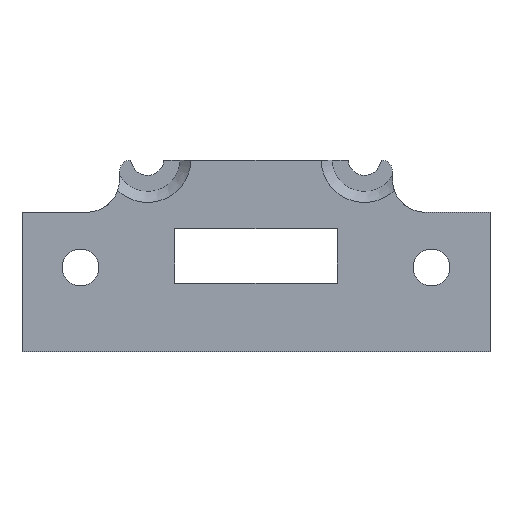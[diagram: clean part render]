
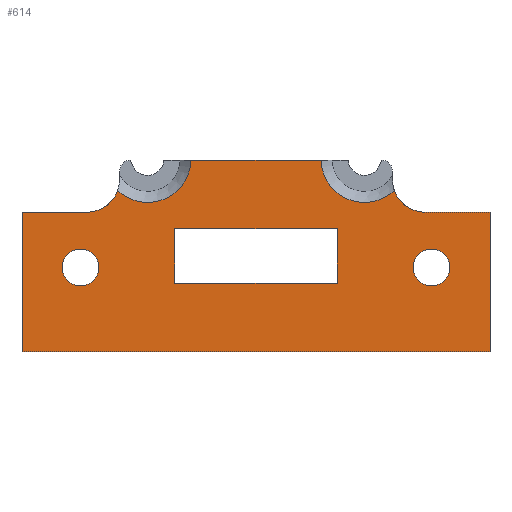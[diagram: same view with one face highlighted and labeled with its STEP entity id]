
A CAD part, top view. The second image highlights one B-rep face of the part: STEP entity #614.
In plain terms, the highlighted planar face has unit normal (0, 0, 1).
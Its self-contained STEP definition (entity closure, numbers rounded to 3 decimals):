
#10 = LINE ( 'NONE', #1306, #1255 ) ;
#16 = CIRCLE ( 'NONE', #938, 4. ) ;
#21 = CARTESIAN_POINT ( 'NONE',  ( 105.099, -121.805, 153.3 ) ) ;
#43 = AXIS2_PLACEMENT_3D ( 'NONE', #1163, #1051, #1011 ) ;
#63 = VERTEX_POINT ( 'NONE', #1019 ) ;
#92 = CARTESIAN_POINT ( 'NONE',  ( 134.199, -192.426, 153.3 ) ) ;
#102 = LINE ( 'NONE', #1406, #916 ) ;
#116 = DIRECTION ( 'NONE',  ( 0., -1., 0. ) ) ;
#127 = ORIENTED_EDGE ( 'NONE', *, *, #188, .F. ) ;
#137 = VERTEX_POINT ( 'NONE', #962 ) ;
#158 = LINE ( 'NONE', #1325, #943 ) ;
#177 = CARTESIAN_POINT ( 'NONE',  ( 111.099, -126.605, 153.3 ) ) ;
#188 = EDGE_CURVE ( 'NONE', #262, #1118, #10, .T. ) ;
#192 = ORIENTED_EDGE ( 'NONE', *, *, #1013, .T. ) ;
#202 = EDGE_CURVE ( 'NONE', #137, #1403, #16, .T. ) ;
#216 = CARTESIAN_POINT ( 'NONE',  ( 134.199, -133.146, 153.3 ) ) ;
#234 = DIRECTION ( 'NONE',  ( 0., 0., 1. ) ) ;
#245 = CIRCLE ( 'NONE', #683, 1.7 ) ;
#246 = EDGE_CURVE ( 'NONE', #418, #63, #942, .T. ) ;
#259 = DIRECTION ( 'NONE',  ( 1., 0., 0. ) ) ;
#262 = VERTEX_POINT ( 'NONE', #1465 ) ;
#270 = CIRCLE ( 'NONE', #642, 4. ) ;
#279 = DIRECTION ( 'NONE',  ( 0., 0., 1. ) ) ;
#293 = CIRCLE ( 'NONE', #1423, 1.7 ) ;
#296 = CARTESIAN_POINT ( 'NONE',  ( 132.701, -121.805, 153.3 ) ) ;
#300 = CARTESIAN_POINT ( 'NONE',  ( 134.199, -128.146, 153.3 ) ) ;
#332 = EDGE_CURVE ( 'NONE', #336, #336, #245, .T. ) ;
#336 = VERTEX_POINT ( 'NONE', #447 ) ;
#340 = PLANE ( 'NONE',  #43 ) ;
#352 = CARTESIAN_POINT ( 'NONE',  ( 148.299, -192.426, 153.3 ) ) ;
#354 = EDGE_LOOP ( 'NONE', ( #1002 ) ) ;
#357 = DIRECTION ( 'NONE',  ( 0., -1., 0. ) ) ;
#361 = VERTEX_POINT ( 'NONE', #300 ) ;
#383 = LINE ( 'NONE', #848, #539 ) ;
#406 = DIRECTION ( 'NONE',  ( 0., 0., -1. ) ) ;
#410 = CARTESIAN_POINT ( 'NONE',  ( 142.899, -131.705, 153.3 ) ) ;
#416 = CARTESIAN_POINT ( 'NONE',  ( 105.099, -139.486, 153.3 ) ) ;
#418 = VERTEX_POINT ( 'NONE', #430 ) ;
#430 = CARTESIAN_POINT ( 'NONE',  ( 148.299, -139.486, 153.3 ) ) ;
#447 = CARTESIAN_POINT ( 'NONE',  ( 144.599, -131.705, 153.3 ) ) ;
#471 = ORIENTED_EDGE ( 'NONE', *, *, #1520, .T. ) ;
#472 = VECTOR ( 'NONE', #789, 1000. ) ;
#495 = VECTOR ( 'NONE', #904, 1000. ) ;
#512 = FACE_BOUND ( 'NONE', #1035, .T. ) ;
#533 = DIRECTION ( 'NONE',  ( -1., 0., 0. ) ) ;
#539 = VECTOR ( 'NONE', #1201, 1000. ) ;
#547 = ORIENTED_EDGE ( 'NONE', *, *, #1312, .F. ) ;
#590 = EDGE_LOOP ( 'NONE', ( #192, #1077, #547, #701 ) ) ;
#601 = FACE_OUTER_BOUND ( 'NONE', #1197, .T. ) ;
#614 = ADVANCED_FACE ( 'NONE', ( #601, #1217, #512, #1390 ), #340, .T. ) ;
#619 = AXIS2_PLACEMENT_3D ( 'NONE', #1030, #234, #1153 ) ;
#628 = CARTESIAN_POINT ( 'NONE',  ( 113.932, -124.593, 153.3 ) ) ;
#633 = EDGE_CURVE ( 'NONE', #1118, #1439, #1110, .T. ) ;
#642 = AXIS2_PLACEMENT_3D ( 'NONE', #747, #980, #1240 ) ;
#680 = ORIENTED_EDGE ( 'NONE', *, *, #1288, .F. ) ;
#683 = AXIS2_PLACEMENT_3D ( 'NONE', #410, #279, #1000 ) ;
#698 = DIRECTION ( 'NONE',  ( 1., 0., 0. ) ) ;
#701 = ORIENTED_EDGE ( 'NONE', *, *, #1095, .F. ) ;
#709 = VECTOR ( 'NONE', #698, 1000. ) ;
#729 = CARTESIAN_POINT ( 'NONE',  ( 119.199, -128.146, 153.3 ) ) ;
#747 = CARTESIAN_POINT ( 'NONE',  ( 116.699, -121.705, 153.3 ) ) ;
#749 = DIRECTION ( 'NONE',  ( 1., 0., 0. ) ) ;
#765 = VERTEX_POINT ( 'NONE', #628 ) ;
#789 = DIRECTION ( 'NONE',  ( -1., 0., 0. ) ) ;
#793 = EDGE_CURVE ( 'NONE', #1165, #1403, #1281, .T. ) ;
#805 = VERTEX_POINT ( 'NONE', #729 ) ;
#809 = CARTESIAN_POINT ( 'NONE',  ( 119.199, -133.146, 153.3 ) ) ;
#818 = DIRECTION ( 'NONE',  ( 0., 1., 0. ) ) ;
#820 = ORIENTED_EDGE ( 'NONE', *, *, #1486, .F. ) ;
#838 = CIRCLE ( 'NONE', #619, 3. ) ;
#848 = CARTESIAN_POINT ( 'NONE',  ( 105.099, -128.146, 153.3 ) ) ;
#855 = CARTESIAN_POINT ( 'NONE',  ( 105.099, -126.605, 153.3 ) ) ;
#865 = VERTEX_POINT ( 'NONE', #1001 ) ;
#870 = CARTESIAN_POINT ( 'NONE',  ( 111.099, -126.605, 153.3 ) ) ;
#882 = CARTESIAN_POINT ( 'NONE',  ( 142.299, -123.605, 153.3 ) ) ;
#901 = CARTESIAN_POINT ( 'NONE',  ( 142.299, -126.605, 153.3 ) ) ;
#904 = DIRECTION ( 'NONE',  ( -1., 0., 0. ) ) ;
#916 = VECTOR ( 'NONE', #357, 1000. ) ;
#920 = CARTESIAN_POINT ( 'NONE',  ( 112.199, -131.705, 153.3 ) ) ;
#928 = ORIENTED_EDGE ( 'NONE', *, *, #1176, .F. ) ;
#938 = AXIS2_PLACEMENT_3D ( 'NONE', #1181, #1284, #259 ) ;
#942 = LINE ( 'NONE', #352, #1491 ) ;
#943 = VECTOR ( 'NONE', #533, 1000. ) ;
#962 = CARTESIAN_POINT ( 'NONE',  ( 139.467, -124.593, 153.3 ) ) ;
#980 = DIRECTION ( 'NONE',  ( 0., 0., 1. ) ) ;
#997 = ORIENTED_EDGE ( 'NONE', *, *, #1041, .F. ) ;
#1000 = DIRECTION ( 'NONE',  ( 1., 0., 0. ) ) ;
#1001 = CARTESIAN_POINT ( 'NONE',  ( 142.299, -126.605, 153.3 ) ) ;
#1002 = ORIENTED_EDGE ( 'NONE', *, *, #332, .F. ) ;
#1011 = DIRECTION ( 'NONE',  ( 1., 0., 0. ) ) ;
#1013 = EDGE_CURVE ( 'NONE', #361, #1313, #1408, .T. ) ;
#1019 = CARTESIAN_POINT ( 'NONE',  ( 148.299, -126.605, 153.3 ) ) ;
#1021 = VERTEX_POINT ( 'NONE', #809 ) ;
#1030 = CARTESIAN_POINT ( 'NONE',  ( 111.099, -123.605, 153.3 ) ) ;
#1035 = EDGE_LOOP ( 'NONE', ( #997 ) ) ;
#1038 = VECTOR ( 'NONE', #116, 1000. ) ;
#1041 = EDGE_CURVE ( 'NONE', #1370, #1370, #293, .T. ) ;
#1051 = DIRECTION ( 'NONE',  ( 0., 0., 1. ) ) ;
#1066 = DIRECTION ( 'NONE',  ( 0., 0., 1. ) ) ;
#1077 = ORIENTED_EDGE ( 'NONE', *, *, #1462, .T. ) ;
#1095 = EDGE_CURVE ( 'NONE', #361, #805, #383, .T. ) ;
#1096 = DIRECTION ( 'NONE',  ( 1., 0., 0. ) ) ;
#1110 = LINE ( 'NONE', #177, #1395 ) ;
#1118 = VERTEX_POINT ( 'NONE', #855 ) ;
#1124 = DIRECTION ( 'NONE',  ( 1., 0., 0. ) ) ;
#1153 = DIRECTION ( 'NONE',  ( 1., 0., 0. ) ) ;
#1156 = AXIS2_PLACEMENT_3D ( 'NONE', #882, #406, #1124 ) ;
#1163 = CARTESIAN_POINT ( 'NONE',  ( 105.099, -192.426, 153.3 ) ) ;
#1165 = VERTEX_POINT ( 'NONE', #1335 ) ;
#1172 = ORIENTED_EDGE ( 'NONE', *, *, #246, .T. ) ;
#1176 = EDGE_CURVE ( 'NONE', #418, #262, #1358, .T. ) ;
#1181 = CARTESIAN_POINT ( 'NONE',  ( 136.699, -121.705, 153.3 ) ) ;
#1197 = EDGE_LOOP ( 'NONE', ( #1372, #1272, #820, #680, #1296, #127, #928, #1172, #471, #1508 ) ) ;
#1201 = DIRECTION ( 'NONE',  ( -1., 0., 0. ) ) ;
#1217 = FACE_BOUND ( 'NONE', #354, .T. ) ;
#1218 = CARTESIAN_POINT ( 'NONE',  ( 110.499, -131.705, 153.3 ) ) ;
#1240 = DIRECTION ( 'NONE',  ( 1., 0., 0. ) ) ;
#1255 = VECTOR ( 'NONE', #1292, 1000. ) ;
#1272 = ORIENTED_EDGE ( 'NONE', *, *, #793, .F. ) ;
#1281 = LINE ( 'NONE', #21, #709 ) ;
#1284 = DIRECTION ( 'NONE',  ( 0., 0., -1. ) ) ;
#1288 = EDGE_CURVE ( 'NONE', #1439, #765, #838, .T. ) ;
#1292 = DIRECTION ( 'NONE',  ( 0., 1., 0. ) ) ;
#1296 = ORIENTED_EDGE ( 'NONE', *, *, #633, .F. ) ;
#1306 = CARTESIAN_POINT ( 'NONE',  ( 105.099, -192.426, 153.3 ) ) ;
#1312 = EDGE_CURVE ( 'NONE', #805, #1021, #102, .T. ) ;
#1313 = VERTEX_POINT ( 'NONE', #216 ) ;
#1325 = CARTESIAN_POINT ( 'NONE',  ( 105.099, -133.146, 153.3 ) ) ;
#1335 = CARTESIAN_POINT ( 'NONE',  ( 120.698, -121.805, 153.3 ) ) ;
#1358 = LINE ( 'NONE', #416, #495 ) ;
#1370 = VERTEX_POINT ( 'NONE', #920 ) ;
#1372 = ORIENTED_EDGE ( 'NONE', *, *, #202, .T. ) ;
#1374 = CIRCLE ( 'NONE', #1156, 3. ) ;
#1390 = FACE_BOUND ( 'NONE', #590, .T. ) ;
#1395 = VECTOR ( 'NONE', #749, 1000. ) ;
#1403 = VERTEX_POINT ( 'NONE', #296 ) ;
#1406 = CARTESIAN_POINT ( 'NONE',  ( 119.199, -192.426, 153.3 ) ) ;
#1408 = LINE ( 'NONE', #92, #1038 ) ;
#1410 = EDGE_CURVE ( 'NONE', #865, #137, #1374, .T. ) ;
#1423 = AXIS2_PLACEMENT_3D ( 'NONE', #1218, #1066, #1096 ) ;
#1439 = VERTEX_POINT ( 'NONE', #870 ) ;
#1461 = LINE ( 'NONE', #901, #472 ) ;
#1462 = EDGE_CURVE ( 'NONE', #1313, #1021, #158, .T. ) ;
#1465 = CARTESIAN_POINT ( 'NONE',  ( 105.099, -139.486, 153.3 ) ) ;
#1486 = EDGE_CURVE ( 'NONE', #765, #1165, #270, .T. ) ;
#1491 = VECTOR ( 'NONE', #818, 1000. ) ;
#1508 = ORIENTED_EDGE ( 'NONE', *, *, #1410, .T. ) ;
#1520 = EDGE_CURVE ( 'NONE', #63, #865, #1461, .T. ) ;
